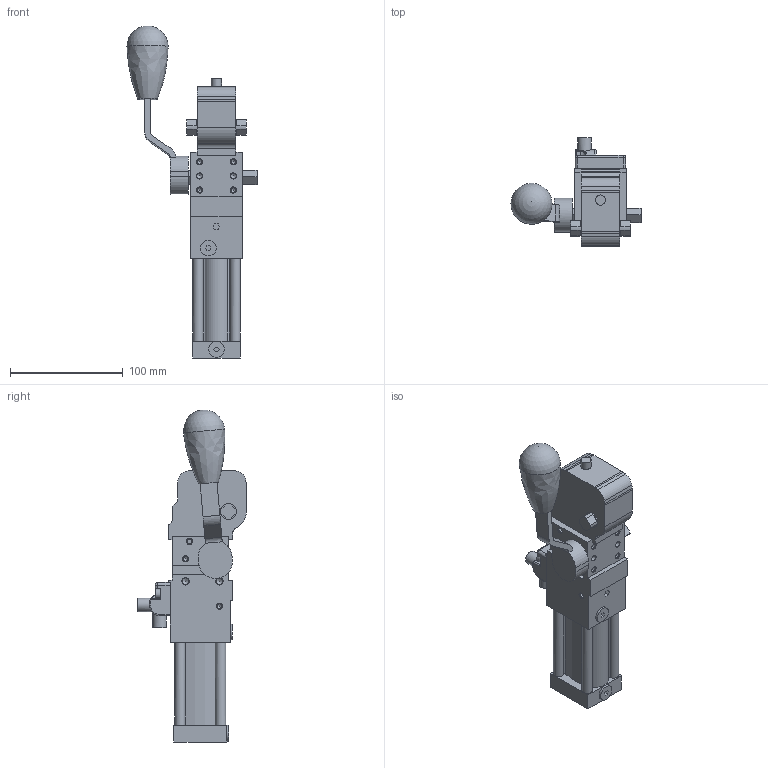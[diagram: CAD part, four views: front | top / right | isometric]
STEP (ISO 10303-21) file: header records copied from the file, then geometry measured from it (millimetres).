
FILE_DESCRIPTION(/* description */ (''),/* implementation_level */ '2;1');
FILE_NAME(/* name */ 'C5D232E####.stp',/* time_stamp */ '2020-10-06T10:41:53+02:00',/* author */ ('donadda1'),/* organization */ (''),/* preprocessor_version */ 'ST-DEVELOPER v17.2',/* originating_system */ 'Autodesk Inventor 2019',/* authorisation */ '');
FILE_SCHEMA (('AUTOMOTIVE_DESIGN { 1 0 10303 214 3 1 1 }'));
Length unit declared in the file: millimetre
Products named in the file (5): C5D232E####; #12741; ES001_CONN_90°; ES001; HAND LEVER_25_D2_quadro9
Assembly tree (4 placements, depth 2):
  C5D232E####
    #12741
    ES001_CONN_90°
    ES001
    HAND LEVER_25_D2_quadro9
Bounding box: 115.39 x 96.6 x 294.49 mm (x, y, z)
Volume: 572259.6 mm3; surface area: 86963.7 mm2
Topology: 4 solids, 4 shells, 396 faces, 1050 edges, 699 vertices
Faces by surface type: plane 207, cylinder 118, cone 50, bspline 10, torus 8, sphere 3
Full cylindrical faces by diameter (mm): 4.134 x16, 5 x8, 5.489 x4, 6 x4, 8.5 x4, 8.566 x2, 9 x1, 12 x2, 14 x4
Entity records: 12731 total; most frequent: CARTESIAN_POINT 2433, DIRECTION 2197, ORIENTED_EDGE 2050, EDGE_CURVE 1025, AXIS2_PLACEMENT_3D 794, VERTEX_POINT 699, LINE 609, VECTOR 609
